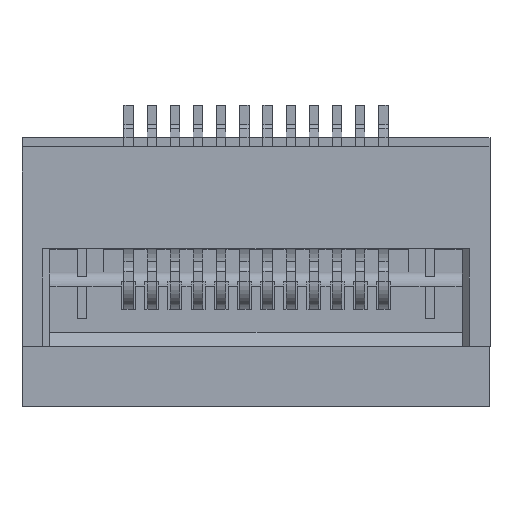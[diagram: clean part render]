
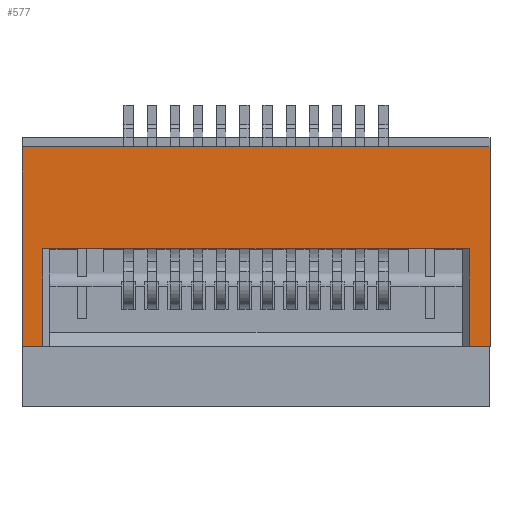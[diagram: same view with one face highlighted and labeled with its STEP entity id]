
A CAD part, top view. The second image highlights one B-rep face of the part: STEP entity #577.
In plain terms, the highlighted planar face has unit normal (0, 0, 1).
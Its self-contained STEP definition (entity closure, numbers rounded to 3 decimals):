
#577 = ADVANCED_FACE( '', ( #1293 ), #1294, .T. );
#1293 = FACE_OUTER_BOUND( '', #2216, .T. );
#1294 = PLANE( '', #2217 );
#2216 = EDGE_LOOP( '', ( #3355, #3356, #3357, #3358, #3359, #3360, #3361, #3362 ) );
#2217 = AXIS2_PLACEMENT_3D( '', #3363, #3364, #3365 );
#3355 = ORIENTED_EDGE( '', *, *, #6483, .T. );
#3356 = ORIENTED_EDGE( '', *, *, #6484, .F. );
#3357 = ORIENTED_EDGE( '', *, *, #6485, .F. );
#3358 = ORIENTED_EDGE( '', *, *, #6486, .F. );
#3359 = ORIENTED_EDGE( '', *, *, #6487, .T. );
#3360 = ORIENTED_EDGE( '', *, *, #6459, .T. );
#3361 = ORIENTED_EDGE( '', *, *, #6488, .T. );
#3362 = ORIENTED_EDGE( '', *, *, #6489, .F. );
#3363 = CARTESIAN_POINT( '', ( 5.05, -2.25, 1.1 ) );
#3364 = DIRECTION( '', ( 0., 0., 1. ) );
#3365 = DIRECTION( '', ( 1., 0., 0. ) );
#6459 = EDGE_CURVE( '', #7924, #7922, #7925, .T. );
#6483 = EDGE_CURVE( '', #7965, #7966, #7967, .T. );
#6484 = EDGE_CURVE( '', #7968, #7966, #7969, .T. );
#6485 = EDGE_CURVE( '', #7970, #7968, #7971, .T. );
#6486 = EDGE_CURVE( '', #7972, #7970, #7973, .T. );
#6487 = EDGE_CURVE( '', #7972, #7924, #7974, .T. );
#6488 = EDGE_CURVE( '', #7922, #7975, #7976, .T. );
#6489 = EDGE_CURVE( '', #7965, #7975, #7977, .T. );
#7922 = VERTEX_POINT( '', #10046 );
#7924 = VERTEX_POINT( '', #10049 );
#7925 = LINE( '', #10050, #10051 );
#7965 = VERTEX_POINT( '', #10110 );
#7966 = VERTEX_POINT( '', #10111 );
#7967 = LINE( '', #10112, #10113 );
#7968 = VERTEX_POINT( '', #10114 );
#7969 = LINE( '', #10115, #10116 );
#7970 = VERTEX_POINT( '', #10117 );
#7971 = LINE( '', #10118, #10119 );
#7972 = VERTEX_POINT( '', #10120 );
#7973 = LINE( '', #10121, #10122 );
#7974 = LINE( '', #10123, #10124 );
#7975 = VERTEX_POINT( '', #10125 );
#7976 = LINE( '', #10126, #10127 );
#7977 = LINE( '', #10128, #10129 );
#10046 = CARTESIAN_POINT( '', ( 4.6, -0.15, 1.1 ) );
#10049 = CARTESIAN_POINT( '', ( -4.6, -0.15, 1.1 ) );
#10050 = CARTESIAN_POINT( '', ( 3.3, -0.15, 1.1 ) );
#10051 = VECTOR( '', #12581, 1000. );
#10110 = CARTESIAN_POINT( '', ( 5.05, -2.25, 1.1 ) );
#10111 = CARTESIAN_POINT( '', ( 5.05, 2.05, 1.1 ) );
#10112 = CARTESIAN_POINT( '', ( 5.05, -2.25, 1.1 ) );
#10113 = VECTOR( '', #12601, 1000. );
#10114 = CARTESIAN_POINT( '', ( -5.05, 2.05, 1.1 ) );
#10115 = CARTESIAN_POINT( '', ( -6.224, 2.05, 1.1 ) );
#10116 = VECTOR( '', #12602, 1000. );
#10117 = CARTESIAN_POINT( '', ( -5.05, -2.25, 1.1 ) );
#10118 = CARTESIAN_POINT( '', ( -5.05, -2.25, 1.1 ) );
#10119 = VECTOR( '', #12603, 1000. );
#10120 = CARTESIAN_POINT( '', ( -4.6, -2.25, 1.1 ) );
#10121 = CARTESIAN_POINT( '', ( 5.05, -2.25, 1.1 ) );
#10122 = VECTOR( '', #12604, 1000. );
#10123 = CARTESIAN_POINT( '', ( -4.6, -2.25, 1.1 ) );
#10124 = VECTOR( '', #12605, 1000. );
#10125 = CARTESIAN_POINT( '', ( 4.6, -2.25, 1.1 ) );
#10126 = CARTESIAN_POINT( '', ( 4.6, -2.25, 1.1 ) );
#10127 = VECTOR( '', #12606, 1000. );
#10128 = CARTESIAN_POINT( '', ( 5.05, -2.25, 1.1 ) );
#10129 = VECTOR( '', #12607, 1000. );
#12581 = DIRECTION( '', ( 1., 0., 0. ) );
#12601 = DIRECTION( '', ( 0., 1., 0. ) );
#12602 = DIRECTION( '', ( 1., 0., 0. ) );
#12603 = DIRECTION( '', ( 0., 1., 0. ) );
#12604 = DIRECTION( '', ( -1., 0., 0. ) );
#12605 = DIRECTION( '', ( 0., 1., 0. ) );
#12606 = DIRECTION( '', ( 0., -1., 0. ) );
#12607 = DIRECTION( '', ( -1., 0., 0. ) );
